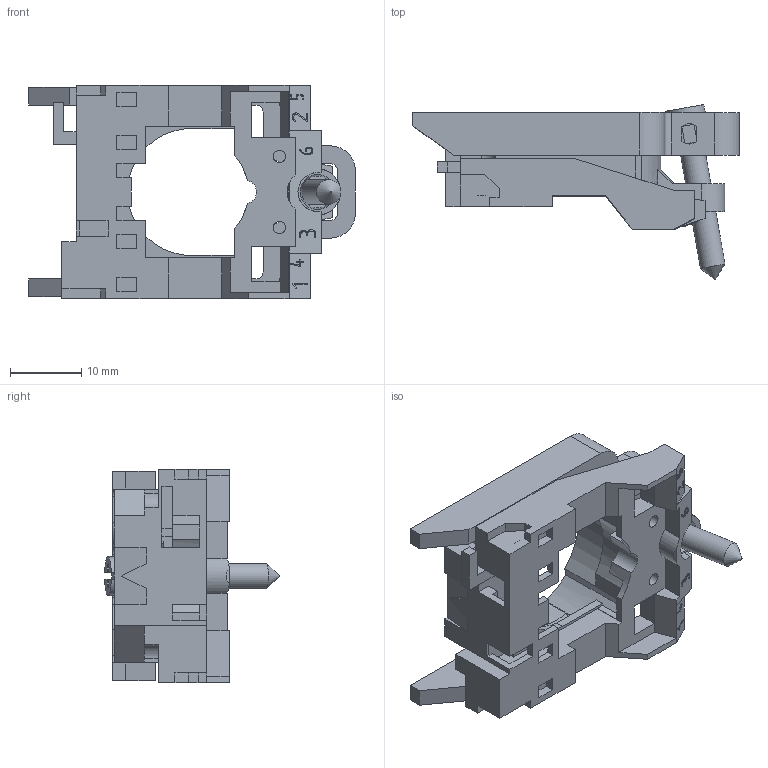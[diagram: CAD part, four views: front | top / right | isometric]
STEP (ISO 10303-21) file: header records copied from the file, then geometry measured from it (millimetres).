
FILE_DESCRIPTION (( 'STEP AP203' ), '1' );
FILE_NAME ('XB4BZ01.ÃÌ Áàçà äëÿ àðìàòóðû óïðàâëåíèÿ XB4 ìåòàëëè÷åñêàÿ EKF PROxima.STEP', '2025-07-14T07:30:25', ( '' ), ( '' ), 'SwSTEP 2.0', 'SolidWorks 2021', '' );
FILE_SCHEMA (( 'CONFIG_CONTROL_DESIGN' ));
Length unit declared in the file: millimetre
Products named in the file (5): Êîïèÿ íåñúåìíàÿ ãàéêà^XB4BZ01.ÃÌ Áàçà äëÿ àðìàòóðû óïðàâëåíèÿ XB4 ìåòàëëè÷åñêàÿ EKF PROxima_00; Êîïèÿ ëèòîå îñíîâàíèå^XB4BZ01.ÃÌ Áàçà äëÿ àðìàòóðû óïðàâëåíèÿ XB4 ìåòàëëè÷åñêàÿ EKF PROxima_00; Êîïèÿ âèíòèê^XB4BZ01.ÃÌ Áàçà äëÿ àðìàòóðû óïðàâëåíèÿ XB4 ìåòàëëè÷åñêàÿ EKF PROxima_00; Êîïèÿ XB4BZ01.ÃÌ Áàçà äëÿ àðìàòóðû óïðàâëåíèÿ XB4 ìåòàëëè÷åñêàÿ EKF PROxima^XB4BZ01.ÃÌ Áàçà äëÿ àðìàòóðû óïðàâëåíèÿ XB4 ìåòàëëè÷åñêàÿ EKF PROxima_00; XB4BZ01.ÃÌ Áàçà äëÿ àðìàòóðû óïðàâëåíèÿ XB4 ìåòàëëè÷åñêàÿ EKF PROxima
Assembly tree (4 placements, depth 2):
  XB4BZ01.ÃÌ Áàçà äëÿ àðìàòóðû óïðàâëåíèÿ XB4 ìåòàëëè÷åñêàÿ EKF PROxima
    Êîïèÿ XB4BZ01.ÃÌ Áàçà äëÿ àðìàòóðû óïðàâëåíèÿ XB4 ìåòàëëè÷åñêàÿ EKF PROxima^XB4BZ01.ÃÌ Áàçà äëÿ àðìàòóðû óïðàâëåíèÿ XB4 ìåòàëëè÷åñêàÿ EKF PROxima_00
    Êîïèÿ íåñúåìíàÿ ãàéêà^XB4BZ01.ÃÌ Áàçà äëÿ àðìàòóðû óïðàâëåíèÿ XB4 ìåòàëëè÷åñêàÿ EKF PROxima_00
    Êîïèÿ ëèòîå îñíîâàíèå^XB4BZ01.ÃÌ Áàçà äëÿ àðìàòóðû óïðàâëåíèÿ XB4 ìåòàëëè÷åñêàÿ EKF PROxima_00
    Êîïèÿ âèíòèê^XB4BZ01.ÃÌ Áàçà äëÿ àðìàòóðû óïðàâëåíèÿ XB4 ìåòàëëè÷åñêàÿ EKF PROxima_00
Bounding box: 46 x 24.61 x 30 mm (x, y, z)
Volume: 6544.1 mm3; surface area: 7301.1 mm2
Topology: 4 solids, 4 shells, 437 faces, 1258 edges, 833 vertices
Faces by surface type: plane 296, bspline 82, cylinder 56, cone 3
Full cylindrical faces by diameter (mm): 1.75 x4, 1.85 x2, 3.5 x2, 4 x2, 5.5 x1
Entity records: 16608 total; most frequent: CARTESIAN_POINT 5149, ORIENTED_EDGE 2480, DIRECTION 1914, EDGE_CURVE 1240, VECTOR 932, LINE 932, VERTEX_POINT 828, AXIS2_PLACEMENT_3D 491
